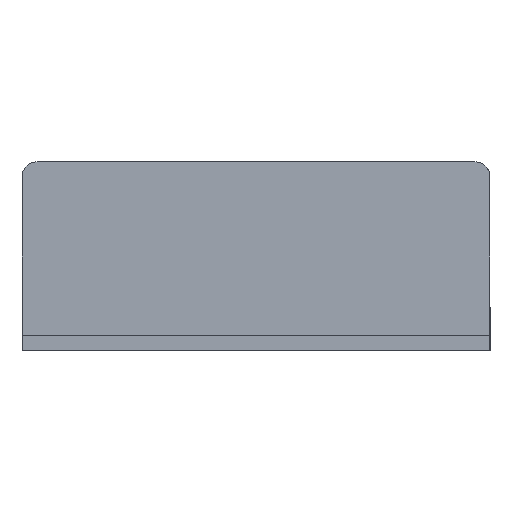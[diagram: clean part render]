
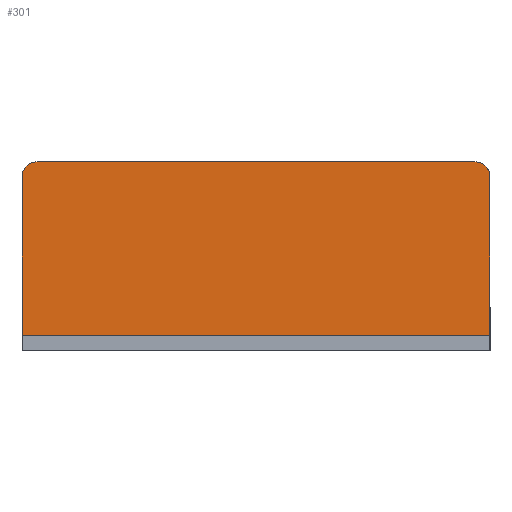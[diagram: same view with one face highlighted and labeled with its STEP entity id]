
A CAD part, front view. The second image highlights one B-rep face of the part: STEP entity #301.
In plain terms, the highlighted planar face has unit normal (0, -1, 0).
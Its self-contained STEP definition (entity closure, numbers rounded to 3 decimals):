
#7 = CARTESIAN_POINT ( 'NONE',  ( 36.15, 10.9, 28.599 ) ) ;
#12 = AXIS2_PLACEMENT_3D ( 'NONE', #299, #342, #399 ) ;
#14 = CARTESIAN_POINT ( 'NONE',  ( -38.65, 10.9, 2.5 ) ) ;
#25 = CARTESIAN_POINT ( 'NONE',  ( -38.65, 10.9, 31.099 ) ) ;
#39 = DIRECTION ( 'NONE',  ( 0., 0., 1. ) ) ;
#51 = LINE ( 'NONE', #187, #297 ) ;
#55 = EDGE_CURVE ( 'NONE', #527, #127, #447, .T. ) ;
#62 = EDGE_CURVE ( 'NONE', #474, #208, #428, .T. ) ;
#67 = ORIENTED_EDGE ( 'NONE', *, *, #62, .F. ) ;
#127 = VERTEX_POINT ( 'NONE', #254 ) ;
#140 = DIRECTION ( 'NONE',  ( 1., 0., 0. ) ) ;
#149 = VECTOR ( 'NONE', #336, 1000. ) ;
#158 = ORIENTED_EDGE ( 'NONE', *, *, #55, .F. ) ;
#162 = AXIS2_PLACEMENT_3D ( 'NONE', #265, #566, #355 ) ;
#187 = CARTESIAN_POINT ( 'NONE',  ( -38.65, 10.9, 31.099 ) ) ;
#189 = CARTESIAN_POINT ( 'NONE',  ( -38.65, 10.9, 2.5 ) ) ;
#193 = CARTESIAN_POINT ( 'NONE',  ( 38.65, 10.9, 31.099 ) ) ;
#195 = EDGE_CURVE ( 'NONE', #527, #198, #341, .T. ) ;
#198 = VERTEX_POINT ( 'NONE', #386 ) ;
#208 = VERTEX_POINT ( 'NONE', #222 ) ;
#211 = ORIENTED_EDGE ( 'NONE', *, *, #195, .T. ) ;
#222 = CARTESIAN_POINT ( 'NONE',  ( 38.65, 10.9, 2.5 ) ) ;
#226 = ORIENTED_EDGE ( 'NONE', *, *, #392, .T. ) ;
#244 = CARTESIAN_POINT ( 'NONE',  ( -36.15, 10.9, 31.099 ) ) ;
#254 = CARTESIAN_POINT ( 'NONE',  ( 36.15, 10.9, 31.099 ) ) ;
#260 = CIRCLE ( 'NONE', #387, 2.5 ) ;
#265 = CARTESIAN_POINT ( 'NONE',  ( -36.15, 10.9, 28.599 ) ) ;
#268 = FACE_OUTER_BOUND ( 'NONE', #438, .T. ) ;
#286 = EDGE_CURVE ( 'NONE', #474, #127, #260, .T. ) ;
#297 = VECTOR ( 'NONE', #367, 1000. ) ;
#299 = CARTESIAN_POINT ( 'NONE',  ( -38.65, 10.9, 31.099 ) ) ;
#301 = ADVANCED_FACE ( 'NONE', ( #268 ), #439, .F. ) ;
#335 = EDGE_CURVE ( 'NONE', #198, #532, #51, .T. ) ;
#336 = DIRECTION ( 'NONE',  ( 0., 0., -1. ) ) ;
#341 = CIRCLE ( 'NONE', #162, 2.5 ) ;
#342 = DIRECTION ( 'NONE',  ( 0., 1., 0. ) ) ;
#355 = DIRECTION ( 'NONE',  ( 0., 0., 1. ) ) ;
#367 = DIRECTION ( 'NONE',  ( 0., 0., -1. ) ) ;
#386 = CARTESIAN_POINT ( 'NONE',  ( -38.65, 10.9, 28.599 ) ) ;
#387 = AXIS2_PLACEMENT_3D ( 'NONE', #7, #522, #39 ) ;
#392 = EDGE_CURVE ( 'NONE', #532, #208, #401, .T. ) ;
#396 = VECTOR ( 'NONE', #501, 1000. ) ;
#399 = DIRECTION ( 'NONE',  ( 0., 0., 1. ) ) ;
#401 = LINE ( 'NONE', #14, #525 ) ;
#428 = LINE ( 'NONE', #193, #149 ) ;
#438 = EDGE_LOOP ( 'NONE', ( #158, #211, #524, #226, #67, #571 ) ) ;
#439 = PLANE ( 'NONE',  #12 ) ;
#447 = LINE ( 'NONE', #25, #396 ) ;
#474 = VERTEX_POINT ( 'NONE', #490 ) ;
#490 = CARTESIAN_POINT ( 'NONE',  ( 38.65, 10.9, 28.599 ) ) ;
#501 = DIRECTION ( 'NONE',  ( 1., 0., 0. ) ) ;
#522 = DIRECTION ( 'NONE',  ( 0., -1., 0. ) ) ;
#524 = ORIENTED_EDGE ( 'NONE', *, *, #335, .T. ) ;
#525 = VECTOR ( 'NONE', #140, 1000. ) ;
#527 = VERTEX_POINT ( 'NONE', #244 ) ;
#532 = VERTEX_POINT ( 'NONE', #189 ) ;
#566 = DIRECTION ( 'NONE',  ( 0., -1., 0. ) ) ;
#571 = ORIENTED_EDGE ( 'NONE', *, *, #286, .T. ) ;
